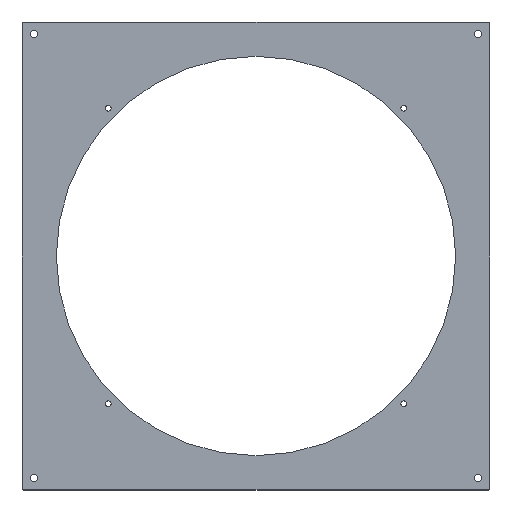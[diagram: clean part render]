
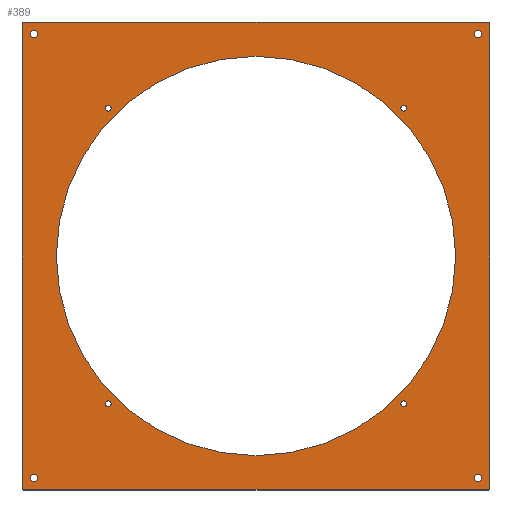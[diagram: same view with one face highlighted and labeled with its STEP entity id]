
A CAD part, top view. The second image highlights one B-rep face of the part: STEP entity #389.
In plain terms, the highlighted planar face has unit normal (0, 0, 1).
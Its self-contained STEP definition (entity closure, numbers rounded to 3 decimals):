
#24=FACE_BOUND('',#86,.T.);
#25=FACE_BOUND('',#87,.T.);
#26=FACE_BOUND('',#88,.T.);
#27=FACE_BOUND('',#89,.T.);
#28=FACE_BOUND('',#90,.T.);
#29=FACE_BOUND('',#91,.T.);
#30=FACE_BOUND('',#92,.T.);
#31=FACE_BOUND('',#93,.T.);
#32=FACE_BOUND('',#94,.T.);
#38=PLANE('',#448);
#57=FACE_OUTER_BOUND('',#85,.T.);
#85=EDGE_LOOP('',(#341,#342,#343,#344,#345,#346,#347,#348));
#86=EDGE_LOOP('',(#349));
#87=EDGE_LOOP('',(#350));
#88=EDGE_LOOP('',(#351));
#89=EDGE_LOOP('',(#352));
#90=EDGE_LOOP('',(#353));
#91=EDGE_LOOP('',(#354));
#92=EDGE_LOOP('',(#355));
#93=EDGE_LOOP('',(#356));
#94=EDGE_LOOP('',(#357));
#104=LINE('',#620,#129);
#110=LINE('',#635,#135);
#114=LINE('',#647,#139);
#118=LINE('',#659,#143);
#129=VECTOR('',#510,10.);
#135=VECTOR('',#524,10.);
#139=VECTOR('',#536,10.);
#143=VECTOR('',#548,10.);
#145=CIRCLE('',#405,3.5);
#147=CIRCLE('',#408,3.5);
#149=CIRCLE('',#411,3.5);
#151=CIRCLE('',#414,3.5);
#153=CIRCLE('',#417,4.5);
#155=CIRCLE('',#420,4.5);
#157=CIRCLE('',#423,4.5);
#159=CIRCLE('',#426,4.5);
#161=CIRCLE('',#430,2.);
#164=CIRCLE('',#435,2.);
#166=CIRCLE('',#439,2.);
#167=CIRCLE('',#442,2.);
#170=CIRCLE('',#446,250.);
#171=VERTEX_POINT('',#568);
#173=VERTEX_POINT('',#574);
#175=VERTEX_POINT('',#580);
#177=VERTEX_POINT('',#586);
#179=VERTEX_POINT('',#592);
#181=VERTEX_POINT('',#598);
#183=VERTEX_POINT('',#604);
#185=VERTEX_POINT('',#610);
#187=VERTEX_POINT('',#616);
#189=VERTEX_POINT('',#619);
#191=VERTEX_POINT('',#625);
#194=VERTEX_POINT('',#632);
#196=VERTEX_POINT('',#639);
#198=VERTEX_POINT('',#644);
#200=VERTEX_POINT('',#651);
#202=VERTEX_POINT('',#656);
#204=VERTEX_POINT('',#666);
#205=EDGE_CURVE('',#171,#171,#145,.T.);
#208=EDGE_CURVE('',#173,#173,#147,.T.);
#211=EDGE_CURVE('',#175,#175,#149,.T.);
#214=EDGE_CURVE('',#177,#177,#151,.T.);
#217=EDGE_CURVE('',#179,#179,#153,.F.);
#220=EDGE_CURVE('',#181,#181,#155,.F.);
#223=EDGE_CURVE('',#183,#183,#157,.F.);
#226=EDGE_CURVE('',#185,#185,#159,.F.);
#230=EDGE_CURVE('',#187,#189,#104,.F.);
#233=EDGE_CURVE('',#189,#191,#161,.T.);
#238=EDGE_CURVE('',#191,#194,#110,.F.);
#240=EDGE_CURVE('',#194,#196,#164,.T.);
#244=EDGE_CURVE('',#198,#196,#114,.T.);
#246=EDGE_CURVE('',#198,#200,#166,.T.);
#250=EDGE_CURVE('',#200,#202,#118,.F.);
#251=EDGE_CURVE('',#202,#187,#167,.T.);
#255=EDGE_CURVE('',#204,#204,#170,.F.);
#341=ORIENTED_EDGE('',*,*,#251,.F.);
#342=ORIENTED_EDGE('',*,*,#250,.F.);
#343=ORIENTED_EDGE('',*,*,#246,.F.);
#344=ORIENTED_EDGE('',*,*,#244,.T.);
#345=ORIENTED_EDGE('',*,*,#240,.F.);
#346=ORIENTED_EDGE('',*,*,#238,.F.);
#347=ORIENTED_EDGE('',*,*,#233,.F.);
#348=ORIENTED_EDGE('',*,*,#230,.F.);
#349=ORIENTED_EDGE('',*,*,#205,.T.);
#350=ORIENTED_EDGE('',*,*,#208,.T.);
#351=ORIENTED_EDGE('',*,*,#211,.T.);
#352=ORIENTED_EDGE('',*,*,#214,.T.);
#353=ORIENTED_EDGE('',*,*,#255,.T.);
#354=ORIENTED_EDGE('',*,*,#226,.T.);
#355=ORIENTED_EDGE('',*,*,#223,.T.);
#356=ORIENTED_EDGE('',*,*,#220,.T.);
#357=ORIENTED_EDGE('',*,*,#217,.T.);
#389=ADVANCED_FACE('',(#57,#24,#25,#26,#27,#28,#29,#30,#31,#32),#38,.F.);
#405=AXIS2_PLACEMENT_3D('',#569,#453,#454);
#408=AXIS2_PLACEMENT_3D('',#575,#460,#461);
#411=AXIS2_PLACEMENT_3D('',#581,#467,#468);
#414=AXIS2_PLACEMENT_3D('',#587,#474,#475);
#417=AXIS2_PLACEMENT_3D('',#593,#481,#482);
#420=AXIS2_PLACEMENT_3D('',#599,#488,#489);
#423=AXIS2_PLACEMENT_3D('',#605,#495,#496);
#426=AXIS2_PLACEMENT_3D('',#611,#502,#503);
#430=AXIS2_PLACEMENT_3D('',#626,#515,#516);
#435=AXIS2_PLACEMENT_3D('',#640,#529,#530);
#439=AXIS2_PLACEMENT_3D('',#652,#541,#542);
#442=AXIS2_PLACEMENT_3D('',#661,#551,#552);
#446=AXIS2_PLACEMENT_3D('',#668,#560,#561);
#448=AXIS2_PLACEMENT_3D('',#670,#564,#565);
#453=DIRECTION('center_axis',(0.,0.,
-1.));
#454=DIRECTION('ref_axis',(-1.,0.,0.));
#460=DIRECTION('center_axis',(0.,0.,
-1.));
#461=DIRECTION('ref_axis',(-1.,0.,0.));
#467=DIRECTION('center_axis',(0.,0.,
-1.));
#468=DIRECTION('ref_axis',(-1.,0.,0.));
#474=DIRECTION('center_axis',(0.,0.,
-1.));
#475=DIRECTION('ref_axis',(-1.,0.,0.));
#481=DIRECTION('center_axis',(0.,0.,
1.));
#482=DIRECTION('ref_axis',(-1.,0.,0.));
#488=DIRECTION('center_axis',(0.,0.,
1.));
#489=DIRECTION('ref_axis',(-1.,0.,0.));
#495=DIRECTION('center_axis',(0.,0.,
1.));
#496=DIRECTION('ref_axis',(-1.,0.,0.));
#502=DIRECTION('center_axis',(0.,0.,
1.));
#503=DIRECTION('ref_axis',(-1.,0.,0.));
#510=DIRECTION('',(0.,-1.,0.));
#515=DIRECTION('center_axis',(0.,0.,
-1.));
#516=DIRECTION('ref_axis',(-0.707,0.707,0.));
#524=DIRECTION('',(-1.,0.,0.));
#529=DIRECTION('center_axis',(0.,0.,
-1.));
#530=DIRECTION('ref_axis',(0.707,0.707,0.));
#536=DIRECTION('',(0.,1.,0.));
#541=DIRECTION('center_axis',(0.,0.,
-1.));
#542=DIRECTION('ref_axis',(0.707,-0.707,0.));
#548=DIRECTION('',(1.,0.,0.));
#551=DIRECTION('center_axis',(0.,0.,
-1.));
#552=DIRECTION('ref_axis',(-0.707,-0.707,0.));
#560=DIRECTION('center_axis',(0.,0.,
1.));
#561=DIRECTION('ref_axis',(1.,0.,0.));
#564=DIRECTION('center_axis',(0.,0.,
-1.));
#565=DIRECTION('ref_axis',(1.,0.,0.));
#568=CARTESIAN_POINT('',(188.496,184.996,2.));
#569=CARTESIAN_POINT('Origin',(184.996,184.996,2.));
#574=CARTESIAN_POINT('',(-181.496,184.996,2.));
#575=CARTESIAN_POINT('Origin',(-184.996,184.996,2.));
#580=CARTESIAN_POINT('',(188.496,-184.996,2.));
#581=CARTESIAN_POINT('Origin',(184.996,-184.996,2.));
#586=CARTESIAN_POINT('',(-181.496,-184.996,2.));
#587=CARTESIAN_POINT('Origin',(-184.996,-184.996,2.));
#592=CARTESIAN_POINT('',(282.502,-277.996,2.));
#593=CARTESIAN_POINT('Origin',(278.002,-277.996,2.));
#598=CARTESIAN_POINT('',(282.5,278.,2.));
#599=CARTESIAN_POINT('Origin',(278.,278.,2.));
#604=CARTESIAN_POINT('',(-273.494,-277.998,2.));
#605=CARTESIAN_POINT('Origin',(-277.994,-277.998,2.));
#610=CARTESIAN_POINT('',(-273.496,277.998,2.));
#611=CARTESIAN_POINT('Origin',(-277.996,277.998,2.));
#616=CARTESIAN_POINT('',(-293.,-291.,2.));
#619=CARTESIAN_POINT('',(-293.,291.,2.));
#620=CARTESIAN_POINT('',(-293.,-135.5,2.));
#625=CARTESIAN_POINT('',(-291.,293.,2.));
#626=CARTESIAN_POINT('Origin',(-291.,291.,2.));
#632=CARTESIAN_POINT('',(291.,293.,2.));
#635=CARTESIAN_POINT('',(-134.5,293.,2.));
#639=CARTESIAN_POINT('',(293.,291.,2.));
#640=CARTESIAN_POINT('Origin',(291.,291.,2.));
#644=CARTESIAN_POINT('',(293.,-291.,2.));
#647=CARTESIAN_POINT('',(293.,133.5,2.));
#651=CARTESIAN_POINT('',(291.,-293.,2.));
#652=CARTESIAN_POINT('Origin',(291.,-291.,2.));
#656=CARTESIAN_POINT('',(-291.,-293.,2.));
#659=CARTESIAN_POINT('',(140.5,-293.,2.));
#661=CARTESIAN_POINT('Origin',(-291.,-291.,2.));
#666=CARTESIAN_POINT('',(-250.,0.,2.));
#668=CARTESIAN_POINT('Origin',(0.,0.,2.));
#670=CARTESIAN_POINT('Origin',(3.,2.,2.));
